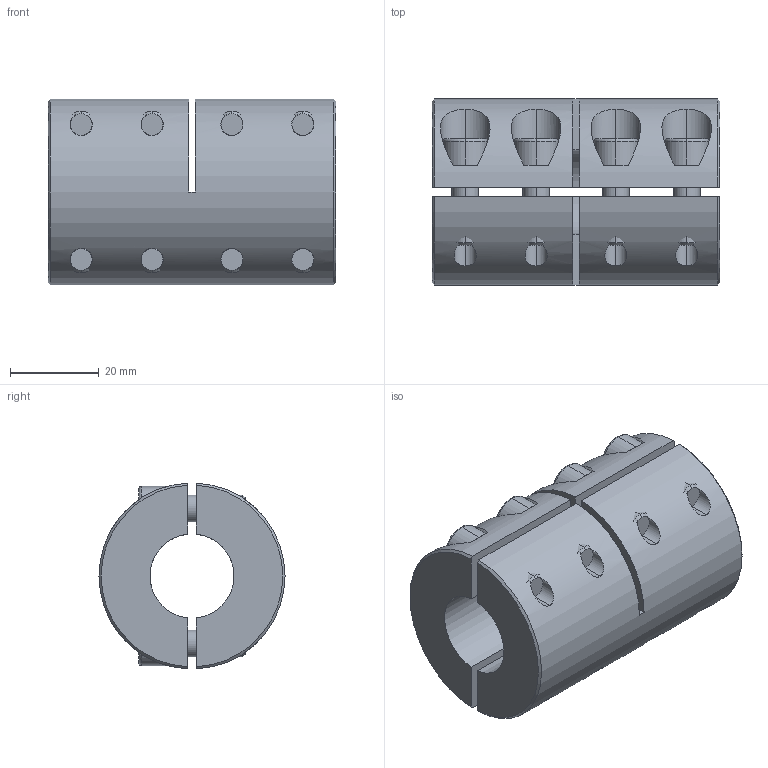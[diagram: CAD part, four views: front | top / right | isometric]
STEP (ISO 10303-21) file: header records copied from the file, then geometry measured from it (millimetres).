
FILE_DESCRIPTION (( 'STEP AP214' ), '1' );
FILE_NAME ('KTA-19.STEP', '2019-07-26T09:07:00', ( '' ), ( '' ), 'SwSTEP 2.0', 'SolidWorks 2019', '' );
FILE_SCHEMA (( 'AUTOMOTIVE_DESIGN' ));
Length unit declared in the file: millimetre
Products named in the file (1): KTA-19
Bounding box: 65 x 42 x 41.95 mm (x, y, z)
Volume: 65418 mm3; surface area: 26788.4 mm2
Topology: 10 solids, 10 shells, 296 faces, 668 edges, 400 vertices
Faces by surface type: plane 144, cylinder 84, cone 36, torus 32
Entity records: 12503 total; most frequent: CARTESIAN_POINT 2397, DIRECTION 1482, ORIENTED_EDGE 1304, EDGE_CURVE 652, AXIS2_PLACEMENT_3D 573, VERTEX_POINT 400, EDGE_LOOP 352, VECTOR 336
